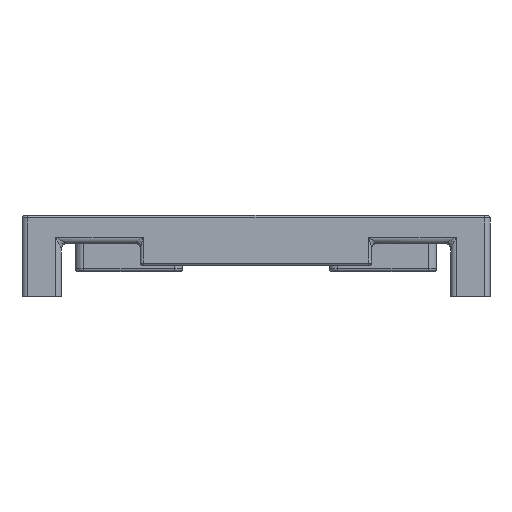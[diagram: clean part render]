
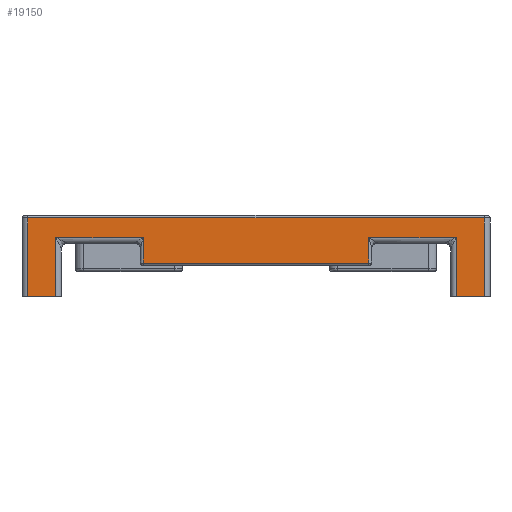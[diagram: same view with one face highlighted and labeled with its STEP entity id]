
A CAD part, front view. The second image highlights one B-rep face of the part: STEP entity #19150.
In plain terms, the highlighted planar face has unit normal (0, -1, 0).
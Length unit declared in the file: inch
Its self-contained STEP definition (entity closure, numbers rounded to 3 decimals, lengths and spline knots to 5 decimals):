
#1904=DIRECTION('',(0.,0.,-1.));
#1905=VECTOR('',#1904,0.17717);
#1906=CARTESIAN_POINT('',(0.7874,-0.82677,
0.03937));
#1907=LINE('',#1906,#1905);
#1908=DIRECTION('',(-1.,0.,0.));
#1909=VECTOR('',#1908,1.5748);
#1910=CARTESIAN_POINT('',(0.7874,-0.82677,
-0.1378));
#1911=LINE('',#1910,#1909);
#1912=DIRECTION('',(0.,0.,1.));
#1913=VECTOR('',#1912,0.17717);
#1914=CARTESIAN_POINT('',(-0.7874,-0.82677,
-0.1378));
#1915=LINE('',#1914,#1913);
#1916=DIRECTION('',(0.,0.,1.));
#1917=VECTOR('',#1916,0.55118);
#1918=CARTESIAN_POINT('',(-1.59449,-0.82677,
-0.37402));
#1919=LINE('',#1918,#1917);
#1920=DIRECTION('',(1.,0.,0.));
#1921=VECTOR('',#1920,3.18898);
#1922=CARTESIAN_POINT('',(-1.59449,-0.82677,
0.17717));
#1923=LINE('',#1922,#1921);
#1924=DIRECTION('',(0.,0.,-1.));
#1925=VECTOR('',#1924,0.55118);
#1926=CARTESIAN_POINT('',(1.59449,-0.82677,
0.17717));
#1927=LINE('',#1926,#1925);
#1943=DIRECTION('',(1.,0.,0.));
#1944=VECTOR('',#1943,0.61024);
#1945=CARTESIAN_POINT('',(0.7874,-0.82677,
0.03937));
#1946=LINE('',#1945,#1944);
#1996=DIRECTION('',(0.,0.,-1.));
#1997=VECTOR('',#1996,0.41339);
#1998=CARTESIAN_POINT('',(1.39764,-0.82677,
0.03937));
#1999=LINE('',#1998,#1997);
#2966=DIRECTION('',(-1.,0.,0.));
#2967=VECTOR('',#2966,0.19685);
#2968=CARTESIAN_POINT('',(1.59449,-0.82677,
-0.37402));
#2969=LINE('',#2968,#2967);
#3241=DIRECTION('',(-1.,0.,0.));
#3242=VECTOR('',#3241,0.19685);
#3243=CARTESIAN_POINT('',(-1.39764,-0.82677,
-0.37402));
#3244=LINE('',#3243,#3242);
#3282=DIRECTION('',(0.,0.,1.));
#3283=VECTOR('',#3282,0.41339);
#3284=CARTESIAN_POINT('',(-1.39764,-0.82677,
-0.37402));
#3285=LINE('',#3284,#3283);
#3318=DIRECTION('',(1.,0.,0.));
#3319=VECTOR('',#3318,0.61024);
#3320=CARTESIAN_POINT('',(-1.39764,-0.82677,
0.03937));
#3321=LINE('',#3320,#3319);
#13542=CARTESIAN_POINT('',(1.59449,-0.82677,
-0.37402));
#13544=VERTEX_POINT('',#13542);
#13553=CARTESIAN_POINT('',(-1.59449,-0.82677,
-0.37402));
#13555=VERTEX_POINT('',#13553);
#13557=CARTESIAN_POINT('',(1.39764,-0.82677,
-0.37402));
#13558=VERTEX_POINT('',#13557);
#13575=CARTESIAN_POINT('',(-1.39764,-0.82677,
-0.37402));
#13576=VERTEX_POINT('',#13575);
#13581=CARTESIAN_POINT('',(1.59449,-0.82677,
0.17717));
#13583=VERTEX_POINT('',#13581);
#13607=CARTESIAN_POINT('',(-1.59449,-0.82677,
0.17717));
#13608=VERTEX_POINT('',#13607);
#13653=CARTESIAN_POINT('',(0.7874,-0.82677,
-0.1378));
#13654=CARTESIAN_POINT('',(-0.7874,-0.82677,
-0.1378));
#13655=VERTEX_POINT('',#13653);
#13656=VERTEX_POINT('',#13654);
#13769=CARTESIAN_POINT('',(1.39764,-0.82677,
0.03937));
#13770=VERTEX_POINT('',#13769);
#13771=CARTESIAN_POINT('',(-1.39764,-0.82677,
0.03937));
#13772=VERTEX_POINT('',#13771);
#13789=CARTESIAN_POINT('',(0.7874,-0.82677,
0.03937));
#13790=VERTEX_POINT('',#13789);
#13791=CARTESIAN_POINT('',(-0.7874,-0.82677,
0.03937));
#13792=VERTEX_POINT('',#13791);
#19120=CARTESIAN_POINT('',(-1.63386,-0.82677,0.));
#19121=DIRECTION('',(0.,-1.,0.));
#19122=DIRECTION('',(1.,0.,0.));
#19123=AXIS2_PLACEMENT_3D('',#19120,#19121,#19122);
#19124=PLANE('',#19123);
#19126=ORIENTED_EDGE('',*,*,#19125,.T.);
#19127=ORIENTED_EDGE('',*,*,#19111,.T.);
#19129=ORIENTED_EDGE('',*,*,#19128,.T.);
#19131=ORIENTED_EDGE('',*,*,#19130,.F.);
#19133=ORIENTED_EDGE('',*,*,#19132,.F.);
#19135=ORIENTED_EDGE('',*,*,#19134,.T.);
#19137=ORIENTED_EDGE('',*,*,#19136,.T.);
#19139=ORIENTED_EDGE('',*,*,#19138,.T.);
#19141=ORIENTED_EDGE('',*,*,#19140,.T.);
#19143=ORIENTED_EDGE('',*,*,#19142,.T.);
#19145=ORIENTED_EDGE('',*,*,#19144,.F.);
#19147=ORIENTED_EDGE('',*,*,#19146,.F.);
#19148=EDGE_LOOP('',(#19126,#19127,#19129,#19131,#19133,#19135,#19137,#19139,
#19141,#19143,#19145,#19147));
#19149=FACE_OUTER_BOUND('',#19148,.F.);
#19150=ADVANCED_FACE('',(#19149),#19124,.T.);
#19111=EDGE_CURVE('',#13655,#13656,#1911,.T.);
#19125=EDGE_CURVE('',#13790,#13655,#1907,.T.);
#19128=EDGE_CURVE('',#13656,#13792,#1915,.T.);
#19130=EDGE_CURVE('',#13772,#13792,#3321,.T.);
#19132=EDGE_CURVE('',#13576,#13772,#3285,.T.);
#19134=EDGE_CURVE('',#13576,#13555,#3244,.T.);
#19136=EDGE_CURVE('',#13555,#13608,#1919,.T.);
#19138=EDGE_CURVE('',#13608,#13583,#1923,.T.);
#19140=EDGE_CURVE('',#13583,#13544,#1927,.T.);
#19142=EDGE_CURVE('',#13544,#13558,#2969,.T.);
#19144=EDGE_CURVE('',#13770,#13558,#1999,.T.);
#19146=EDGE_CURVE('',#13790,#13770,#1946,.T.);
